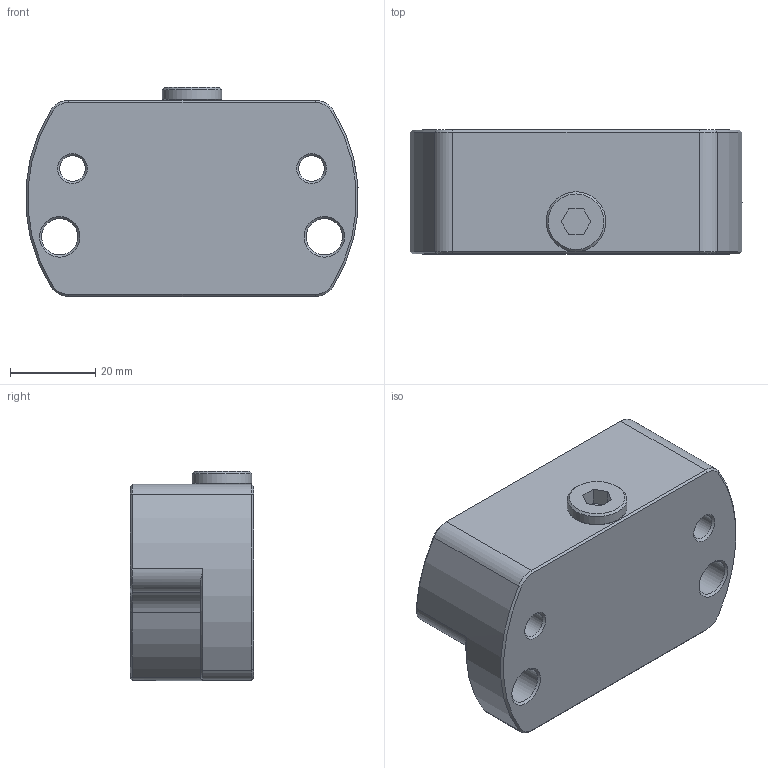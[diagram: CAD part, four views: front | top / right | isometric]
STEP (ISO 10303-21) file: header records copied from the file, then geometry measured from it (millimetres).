
FILE_DESCRIPTION(/* description */ (''),/* implementation_level */ '2;1');
FILE_NAME(/* name */ '9.F28.INDEX.stp',/* time_stamp */ '2022-10-28T09:18:24-04:00',/* author */ ('jkrenzer'),/* organization */ (''),/* preprocessor_version */ 'ST-DEVELOPER v18',/* originating_system */ 'Autodesk Inventor 2020',/* authorisation */ '');
FILE_SCHEMA (('AUTOMOTIVE_DESIGN { 1 0 10303 214 3 1 1 }'));
Length unit declared in the file: millimetre
Products named in the file (5): 9.F28.INDEX; 9G28INDEX1; 9G28INDEX2; OR_3112_AF0; 9PN05000-18
Assembly tree (4 placements, depth 2):
  9.F28.INDEX
    9G28INDEX1
    9G28INDEX2
    OR_3112_AF0
    9PN05000-18
Bounding box: 77.77 x 29 x 49 mm (x, y, z)
Volume: 73400.9 mm3; surface area: 23377 mm2
Topology: 4 solids, 5 shells, 128 faces, 343 edges, 233 vertices
Faces by surface type: cone 42, plane 39, cylinder 36, torus 11
Full cylindrical faces by diameter (mm): 5 x2, 6 x2, 8.5 x2, 9 x2, 9.2 x1, 10 x2, 12.8 x1, 13 x1, 14 x1, 28 x3, 32.4 x2, 38 x2, 39 x1
Entity records: 4359 total; most frequent: DIRECTION 827, CARTESIAN_POINT 726, ORIENTED_EDGE 681, AXIS2_PLACEMENT_3D 350, EDGE_CURVE 342, VERTEX_POINT 233, CIRCLE 208, EDGE_LOOP 153
